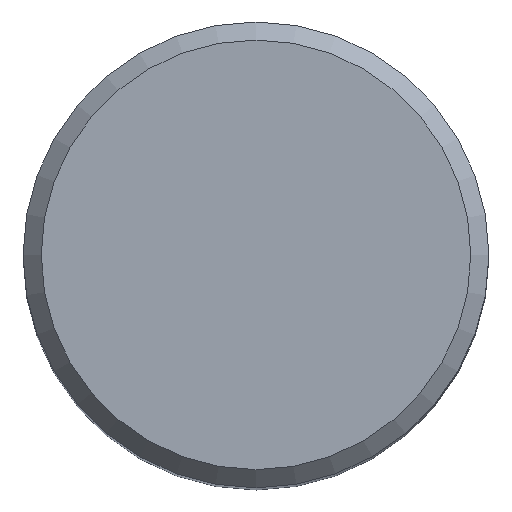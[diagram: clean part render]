
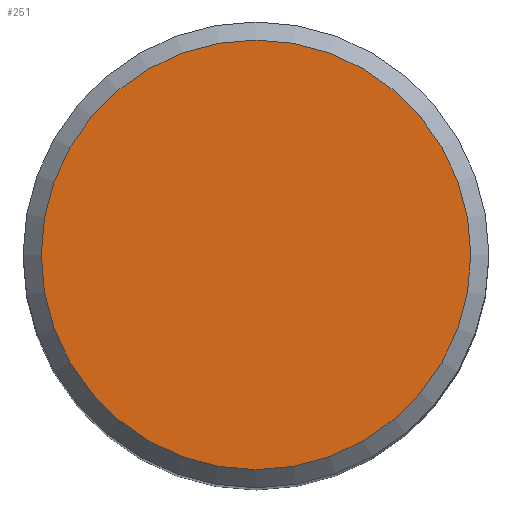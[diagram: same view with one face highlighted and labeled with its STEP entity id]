
A CAD part, top view. The second image highlights one B-rep face of the part: STEP entity #251.
In plain terms, the highlighted planar face has unit normal (0, 0, 1).
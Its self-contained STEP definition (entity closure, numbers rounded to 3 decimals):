
#25=PLANE($,#287);
#52=CIRCLE($,#283,8.3);
#75=FACE_OUTER_BOUND($,#100,.T.);
#100=EDGE_LOOP($,(#219));
#138=VERTEX_POINT($,#561);
#167=EDGE_CURVE($,#138,#138,#52,.T.);
#219=ORIENTED_EDGE($,*,*,#167,.F.);
#251=ADVANCED_FACE($,(#75),#25,.F.);
#283=AXIS2_PLACEMENT_3D($,#562,#348,#349);
#287=AXIS2_PLACEMENT_3D($,#568,#356,#357);
#348=DIRECTION('center_axis',(0.,0.,-1.));
#349=DIRECTION('ref_axis',(-1.,0.,0.));
#356=DIRECTION('center_axis',(0.,0.,-1.));
#357=DIRECTION('ref_axis',(-1.,0.,0.));
#561=CARTESIAN_POINT('',(8.3,0.,50.));
#562=CARTESIAN_POINT('Origin',(0.,0.,50.));
#568=CARTESIAN_POINT('Origin',(0.,0.,50.));
